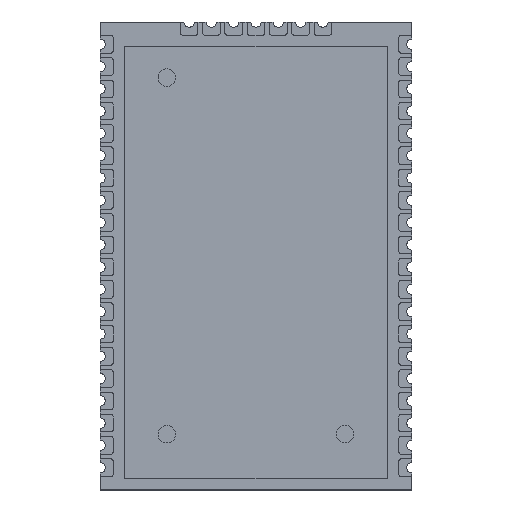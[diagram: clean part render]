
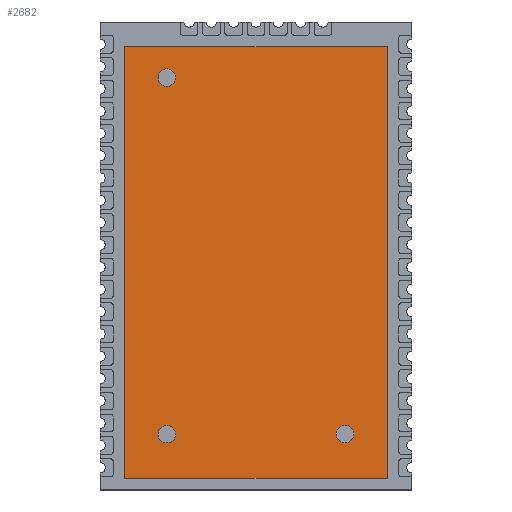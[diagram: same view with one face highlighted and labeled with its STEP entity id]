
A CAD part, top view. The second image highlights one B-rep face of the part: STEP entity #2682.
In plain terms, the highlighted planar face has unit normal (0, 0, 1).
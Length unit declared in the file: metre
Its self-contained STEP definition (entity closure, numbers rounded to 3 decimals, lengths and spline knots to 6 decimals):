
#2682 = ADVANCED_FACE( '', ( #6384, #6385, #6386, #6387 ), #6388, .T. );
#6384 = FACE_BOUND( '', #11203, .T. );
#6385 = FACE_BOUND( '', #11204, .T. );
#6386 = FACE_BOUND( '', #11205, .T. );
#6387 = FACE_OUTER_BOUND( '', #11206, .T. );
#6388 = PLANE( '', #11207 );
#11203 = EDGE_LOOP( '', ( #18317 ) );
#11204 = EDGE_LOOP( '', ( #18318 ) );
#11205 = EDGE_LOOP( '', ( #18319 ) );
#11206 = EDGE_LOOP( '', ( #18320, #18321, #18322, #18323 ) );
#11207 = AXIS2_PLACEMENT_3D( '', #18324, #18325, #18326 );
#18317 = ORIENTED_EDGE( '', *, *, #30554, .F. );
#18318 = ORIENTED_EDGE( '', *, *, #30555, .F. );
#18319 = ORIENTED_EDGE( '', *, *, #30373, .F. );
#18320 = ORIENTED_EDGE( '', *, *, #28992, .T. );
#18321 = ORIENTED_EDGE( '', *, *, #28761, .T. );
#18322 = ORIENTED_EDGE( '', *, *, #30556, .F. );
#18323 = ORIENTED_EDGE( '', *, *, #30557, .F. );
#18324 = CARTESIAN_POINT( '', ( 0., 0., 0.00334 ) );
#18325 = DIRECTION( '', ( 0., 0., 1. ) );
#18326 = DIRECTION( '', ( 1., 0., 0. ) );
#28761 = EDGE_CURVE( '', #34544, #34542, #34545, .T. );
#28992 = EDGE_CURVE( '', #34954, #34544, #34955, .T. );
#30373 = EDGE_CURVE( '', #37241, #37241, #37242, .T. );
#30554 = EDGE_CURVE( '', #37512, #37512, #37513, .T. );
#30555 = EDGE_CURVE( '', #37514, #37514, #37515, .T. );
#30556 = EDGE_CURVE( '', #37516, #34542, #37517, .T. );
#30557 = EDGE_CURVE( '', #34954, #37516, #37518, .T. );
#34542 = VERTEX_POINT( '', #42691 );
#34544 = VERTEX_POINT( '', #42694 );
#34545 = LINE( '', #42695, #42696 );
#34954 = VERTEX_POINT( '', #43246 );
#34955 = LINE( '', #43247, #43248 );
#37241 = VERTEX_POINT( '', #46352 );
#37242 = CIRCLE( '', #46353, 0.0005 );
#37512 = VERTEX_POINT( '', #46726 );
#37513 = CIRCLE( '', #46727, 0.0005 );
#37514 = VERTEX_POINT( '', #46728 );
#37515 = CIRCLE( '', #46729, 0.0005 );
#37516 = VERTEX_POINT( '', #46730 );
#37517 = LINE( '', #46731, #46732 );
#37518 = LINE( '', #46733, #46734 );
#42691 = CARTESIAN_POINT( '', ( 0.00747, -0.012675, 0.00334 ) );
#42694 = CARTESIAN_POINT( '', ( -0.00747, -0.012675, 0.00334 ) );
#42695 = CARTESIAN_POINT( '', ( 0.000225, -0.012675, 0.00334 ) );
#42696 = VECTOR( '', #52894, 1. );
#43246 = CARTESIAN_POINT( '', ( -0.00747, 0.011915, 0.00334 ) );
#43247 = CARTESIAN_POINT( '', ( -0.00747, -0.009456, 0.00334 ) );
#43248 = VECTOR( '', #53180, 1. );
#46352 = CARTESIAN_POINT( '', ( -0.004599, -0.010024, 0.00334 ) );
#46353 = AXIS2_PLACEMENT_3D( '', #54845, #54846, #54847 );
#46726 = CARTESIAN_POINT( '', ( -0.004599, 0.010296, 0.00334 ) );
#46727 = AXIS2_PLACEMENT_3D( '', #55053, #55054, #55055 );
#46728 = CARTESIAN_POINT( '', ( 0.005333, -0.010591, 0.00334 ) );
#46729 = AXIS2_PLACEMENT_3D( '', #55056, #55057, #55058 );
#46730 = CARTESIAN_POINT( '', ( 0.00747, 0.011915, 0.00334 ) );
#46731 = CARTESIAN_POINT( '', ( 0.00747, -0.009456, 0.00334 ) );
#46732 = VECTOR( '', #55059, 1. );
#46733 = CARTESIAN_POINT( '', ( 0.000225, 0.011915, 0.00334 ) );
#46734 = VECTOR( '', #55060, 1. );
#52894 = DIRECTION( '', ( 1., 0., 0. ) );
#53180 = DIRECTION( '', ( 0., -1., 0. ) );
#54845 = CARTESIAN_POINT( '', ( -0.00508, -0.01016, 0.00334 ) );
#54846 = DIRECTION( '', ( 0., 0., 1. ) );
#54847 = DIRECTION( '', ( 0.962, 0.272, 0. ) );
#55053 = CARTESIAN_POINT( '', ( -0.00508, 0.01016, 0.00334 ) );
#55054 = DIRECTION( '', ( 0., 0., 1. ) );
#55055 = DIRECTION( '', ( 0.962, 0.272, 0. ) );
#55056 = CARTESIAN_POINT( '', ( 0.00508, -0.01016, 0.00334 ) );
#55057 = DIRECTION( '', ( 0., 0., 1. ) );
#55058 = DIRECTION( '', ( 0.505, -0.863, 0. ) );
#55059 = DIRECTION( '', ( 0., -1., 0. ) );
#55060 = DIRECTION( '', ( 1., 0., 0. ) );
